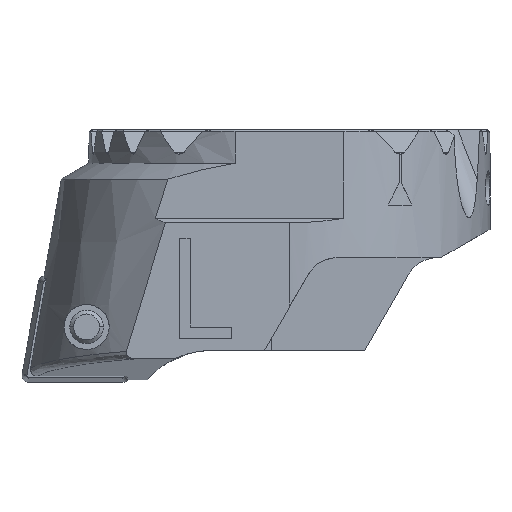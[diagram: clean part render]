
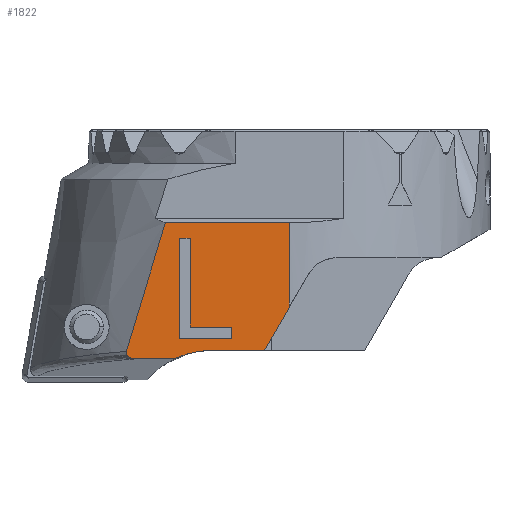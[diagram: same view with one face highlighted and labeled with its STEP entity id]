
A CAD part, front view. The second image highlights one B-rep face of the part: STEP entity #1822.
In plain terms, the highlighted planar face has unit normal (0, -1, 0).
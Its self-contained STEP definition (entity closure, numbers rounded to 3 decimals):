
#1196=EDGE_CURVE('NONE',#1836,#2352,#3344,.T.);
#1228=VERTEX_POINT('NONE',#3380);
#1290=EDGE_CURVE('NONE',#2376,#2316,#3446,.F.);
#1516=EDGE_CURVE('NONE',#1520,#2508,#3694,.T.);
#1520=VERTEX_POINT('NONE',#3698);
#1524=EDGE_CURVE('NONE',#2316,#2088,#3702,.T.);
#1748=EDGE_CURVE('NONE',#1888,#1836,#3947,.T.);
#1782=VERTEX_POINT('NONE',#3983);
#1822=ADVANCED_FACE('NONE',(#4028,#4029),#4030,.T.);
#1836=VERTEX_POINT('NONE',#4045);
#1854=EDGE_CURVE('NONE',#2508,#1888,#4064,.T.);
#1888=VERTEX_POINT('NONE',#4100);
#1926=VERTEX_POINT('NONE',#4141);
#2034=EDGE_CURVE('NONE',#2352,#2320,#4259,.T.);
#2088=VERTEX_POINT('NONE',#4319);
#2144=EDGE_CURVE('NONE',#1228,#1782,#4385,.F.);
#2208=VERTEX_POINT('NONE',#4455);
#2278=EDGE_CURVE('NONE',#2088,#2590,#4533,.T.);
#2316=VERTEX_POINT('NONE',#4573);
#2320=VERTEX_POINT('NONE',#4578);
#2352=VERTEX_POINT('NONE',#4613);
#2366=EDGE_CURVE('NONE',#2590,#2208,#4628,.T.);
#2376=VERTEX_POINT('NONE',#4638);
#2466=EDGE_CURVE('NONE',#1926,#1228,#4731,.T.);
#2508=VERTEX_POINT('NONE',#4778);
#2590=VERTEX_POINT('NONE',#4868);
#2632=EDGE_CURVE('NONE',#2320,#1520,#4916,.T.);
#2868=EDGE_CURVE('NONE',#1926,#2376,#5178,.F.);
#3188=EDGE_CURVE('NONE',#1782,#2208,#5524,.T.);
#3344=LINE('',#5745,#5746);
#3380=CARTESIAN_POINT('',(9.122,-12.18,1.401));
#3446=LINE('',#5947,#5948);
#3694=LINE('',#6368,#6369);
#3698=CARTESIAN_POINT('',(12.553,-12.18,3.301));
#3702=LINE('',#6416,#6417);
#3947=LINE('',#6870,#6871);
#3983=CARTESIAN_POINT('',(6.831,-12.18,1.401));
#4028=FACE_OUTER_BOUND('',#7011,.T.);
#4029=FACE_BOUND('',#7012,.T.);
#4030=PLANE('',#7013);
#4045=CARTESIAN_POINT('',(9.436,-12.18,8.6));
#4064=LINE('',#7073,#7074);
#4100=CARTESIAN_POINT('',(9.436,-12.18,2.6));
#4141=CARTESIAN_POINT('',(11.3,-12.18,1.9));
#4259=LINE('',#7407,#7408);
#4319=CARTESIAN_POINT('',(16.0,-12.18,9.54));
#4385=LINE('',#7589,#7590);
#4455=CARTESIAN_POINT('',(6.241,-12.18,1.84));
#4533=LINE('',#7818,#7819);
#4573=CARTESIAN_POINT('',(16.0,-12.18,4.498));
#4578=CARTESIAN_POINT('',(10.06,-12.18,3.301));
#4613=CARTESIAN_POINT('',(10.06,-12.18,8.6));
#4628=(B_SPLINE_CURVE(2,(#7944,#7945,#7946),.UNSPECIFIED.,.F.,.F.)B_SPLINE_CURVE_WITH_KNOTS((3,3),(1.559,9.561),.UNSPECIFIED.)RATIONAL_B_SPLINE_CURVE((1.001,1.004,1.001))BOUNDED_CURVE()REPRESENTATION_ITEM('')GEOMETRIC_REPRESENTATION_ITEM()CURVE());
#4638=CARTESIAN_POINT('',(14.5,-12.18,1.9));
#4731=CIRCLE('',#8150,5.0);
#4778=CARTESIAN_POINT('',(12.553,-12.18,2.6));
#4868=CARTESIAN_POINT('',(8.578,-12.18,9.54));
#4916=LINE('',#8456,#8457);
#5178=LINE('',#8899,#8900);
#5524=B_SPLINE_CURVE_WITH_KNOTS('',3,(#10455,#10456,#10457,#10458,#10459,#10460,#10461,#10462,#10463,#10464,#10465,#10466,#10467,#10468,#10469,#10470),.UNSPECIFIED.,.F.,.F.,(4,3,3,3,3,4),(0.0,0.328,0.664,0.832,0.937,1.0),.UNSPECIFIED.);
#5745=CARTESIAN_POINT('',(18.718,-12.18,8.6));
#5746=VECTOR('',#10646,1.0);
#5947=CARTESIAN_POINT('',(19.155,-12.18,9.963));
#5948=VECTOR('',#10758,1.0);
#6368=CARTESIAN_POINT('',(12.553,-12.18,6.421));
#6369=VECTOR('',#11060,1.0);
#6416=CARTESIAN_POINT('',(16.0,-12.18,-6.491));
#6417=VECTOR('',#11064,1.0);
#6870=CARTESIAN_POINT('',(9.436,-12.18,6.07));
#6871=VECTOR('',#11332,1.0);
#7011=EDGE_LOOP('',(#11410,#11411,#11412,#11413,#11414,#11415,#11416,#11417));
#7012=EDGE_LOOP('',(#11418,#11419,#11420,#11421,#11422,#11423));
#7013=AXIS2_PLACEMENT_3D('',#11424,#11425,#11426);
#7073=CARTESIAN_POINT('',(20.276,-12.18,2.6));
#7074=VECTOR('',#11459,1.0);
#7407=CARTESIAN_POINT('',(10.06,-12.18,9.07));
#7408=VECTOR('',#11657,1.0);
#7589=CARTESIAN_POINT('',(14.,-12.18,1.401));
#7590=VECTOR('',#11820,1.0);
#7818=CARTESIAN_POINT('',(28.,-12.18,9.54));
#7819=VECTOR('',#12022,1.0);
#7944=CARTESIAN_POINT('',(8.578,-12.18,9.54));
#7945=CARTESIAN_POINT('',(7.463,-12.18,6.214));
#7946=CARTESIAN_POINT('',(6.241,-12.18,1.84));
#8150=AXIS2_PLACEMENT_3D('',#12194,#12195,#12196);
#8456=CARTESIAN_POINT('',(19.03,-12.18,3.301));
#8457=VECTOR('',#12447,1.0);
#8899=CARTESIAN_POINT('',(24.25,-12.18,1.9));
#8900=VECTOR('',#12764,1.0);
#10455=CARTESIAN_POINT('',(6.831,-12.18,1.401));
#10456=CARTESIAN_POINT('',(6.739,-12.18,1.401));
#10457=CARTESIAN_POINT('',(6.646,-12.18,1.412));
#10458=CARTESIAN_POINT('',(6.557,-12.18,1.439));
#10459=CARTESIAN_POINT('',(6.466,-12.18,1.466));
#10460=CARTESIAN_POINT('',(6.378,-12.18,1.51));
#10461=CARTESIAN_POINT('',(6.313,-12.18,1.579));
#10462=CARTESIAN_POINT('',(6.28,-12.18,1.613));
#10463=CARTESIAN_POINT('',(6.255,-12.18,1.654));
#10464=CARTESIAN_POINT('',(6.241,-12.18,1.7));
#10465=CARTESIAN_POINT('',(6.233,-12.18,1.729));
#10466=CARTESIAN_POINT('',(6.23,-12.18,1.758));
#10467=CARTESIAN_POINT('',(6.232,-12.18,1.788));
#10468=CARTESIAN_POINT('',(6.233,-12.18,1.805));
#10469=CARTESIAN_POINT('',(6.236,-12.18,1.823));
#10470=CARTESIAN_POINT('',(6.241,-12.18,1.84));
#10646=DIRECTION('',(1.0,0.,0.));
#10758=DIRECTION('',(-0.5,0.,-0.866));
#11060=DIRECTION('',(0.,0.,-1.0));
#11064=DIRECTION('',(0.,0.,1.0));
#11332=DIRECTION('',(0.,0.,1.0));
#11410=ORIENTED_EDGE('',*,*,#1290,.T.);
#11411=ORIENTED_EDGE('',*,*,#1524,.T.);
#11412=ORIENTED_EDGE('',*,*,#2278,.T.);
#11413=ORIENTED_EDGE('',*,*,#2366,.T.);
#11414=ORIENTED_EDGE('',*,*,#3188,.F.);
#11415=ORIENTED_EDGE('',*,*,#2144,.F.);
#11416=ORIENTED_EDGE('',*,*,#2466,.F.);
#11417=ORIENTED_EDGE('',*,*,#2868,.T.);
#11418=ORIENTED_EDGE('',*,*,#1516,.T.);
#11419=ORIENTED_EDGE('',*,*,#1854,.T.);
#11420=ORIENTED_EDGE('',*,*,#1748,.T.);
#11421=ORIENTED_EDGE('',*,*,#1196,.T.);
#11422=ORIENTED_EDGE('',*,*,#2034,.T.);
#11423=ORIENTED_EDGE('',*,*,#2632,.T.);
#11424=CARTESIAN_POINT('',(28.,-12.18,9.54));
#11425=DIRECTION('',(0.,-1.0,0.));
#11426=DIRECTION('',(0.,0.,1.0));
#11459=DIRECTION('',(-1.0,0.,0.));
#11657=DIRECTION('',(0.,0.,-1.0));
#11820=DIRECTION('',(1.0,0.,0.));
#12022=DIRECTION('',(-1.0,0.,0.));
#12194=CARTESIAN_POINT('',(11.3,-12.18,-3.1));
#12195=DIRECTION('',(0.,-1.0,0.));
#12196=DIRECTION('',(1.0,0.,0.));
#12447=DIRECTION('',(1.0,0.,0.));
#12764=DIRECTION('',(-1.0,0.,0.));
